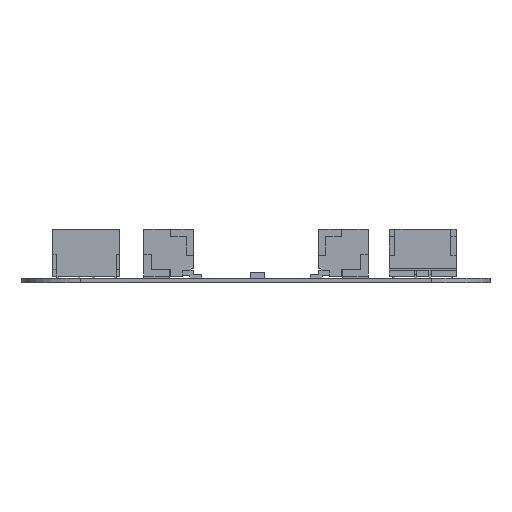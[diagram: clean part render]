
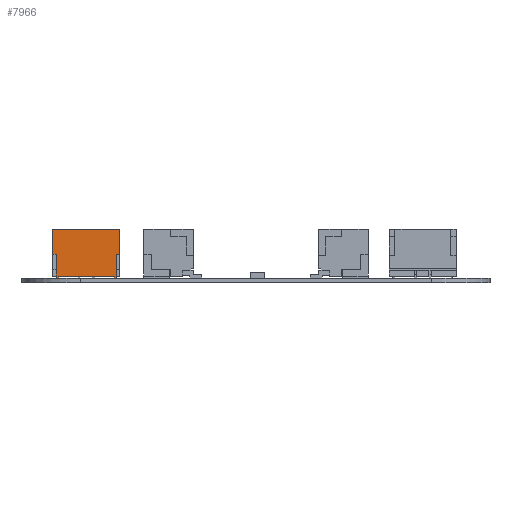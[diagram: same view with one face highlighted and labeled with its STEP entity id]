
A CAD part, left-side view. The second image highlights one B-rep face of the part: STEP entity #7966.
In plain terms, the highlighted face is planar.
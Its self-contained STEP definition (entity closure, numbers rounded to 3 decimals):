
#7385 = VERTEX_POINT('',#7386);
#7386 = CARTESIAN_POINT('',(-5.75,3.875,-0.525));
#7392 = EDGE_CURVE('',#7385,#7393,#7395,.T.);
#7393 = VERTEX_POINT('',#7394);
#7394 = CARTESIAN_POINT('',(-5.75,1.725,-0.525));
#7395 = LINE('',#7396,#7397);
#7396 = CARTESIAN_POINT('',(-5.75,3.875,-0.525));
#7397 = VECTOR('',#7398,1.);
#7398 = DIRECTION('',(0.,-1.,0.));
#7518 = VERTEX_POINT('',#7519);
#7519 = CARTESIAN_POINT('',(0.,1.725,-0.525));
#7525 = EDGE_CURVE('',#7526,#7518,#7528,.T.);
#7526 = VERTEX_POINT('',#7527);
#7527 = CARTESIAN_POINT('',(0.,3.875,-0.525));
#7528 = LINE('',#7529,#7530);
#7529 = CARTESIAN_POINT('',(0.,3.875,-0.525));
#7530 = VECTOR('',#7531,1.);
#7531 = DIRECTION('',(0.,-1.,0.));
#7730 = VERTEX_POINT('',#7731);
#7731 = CARTESIAN_POINT('',(-5.25,-0.175,-0.525));
#7737 = EDGE_CURVE('',#7738,#7730,#7740,.T.);
#7738 = VERTEX_POINT('',#7739);
#7739 = CARTESIAN_POINT('',(-0.5,-0.175,-0.525));
#7740 = LINE('',#7741,#7742);
#7741 = CARTESIAN_POINT('',(0.,-0.175,-0.525));
#7742 = VECTOR('',#7743,1.);
#7743 = DIRECTION('',(-1.,0.,0.));
#7966 = ADVANCED_FACE('',(#7967),#8038,.F.);
#7967 = FACE_BOUND('',#7968,.T.);
#7968 = EDGE_LOOP('',(#7969,#7977,#7985,#7993,#7999,#8000,#8008,#8016,
    #8024,#8030,#8031,#8037));
#7969 = ORIENTED_EDGE('',*,*,#7970,.F.);
#7970 = EDGE_CURVE('',#7971,#7518,#7973,.T.);
#7971 = VERTEX_POINT('',#7972);
#7972 = CARTESIAN_POINT('',(-0.3,1.725,-0.525));
#7973 = LINE('',#7974,#7975);
#7974 = CARTESIAN_POINT('',(-0.5,1.725,-0.525));
#7975 = VECTOR('',#7976,1.);
#7976 = DIRECTION('',(1.,0.,0.));
#7977 = ORIENTED_EDGE('',*,*,#7978,.T.);
#7978 = EDGE_CURVE('',#7971,#7979,#7981,.T.);
#7979 = VERTEX_POINT('',#7980);
#7980 = CARTESIAN_POINT('',(-0.3,-0.325,-0.525));
#7981 = LINE('',#7982,#7983);
#7982 = CARTESIAN_POINT('',(-0.3,-0.325,-0.525));
#7983 = VECTOR('',#7984,1.);
#7984 = DIRECTION('',(0.,-1.,0.));
#7985 = ORIENTED_EDGE('',*,*,#7986,.T.);
#7986 = EDGE_CURVE('',#7979,#7987,#7989,.T.);
#7987 = VERTEX_POINT('',#7988);
#7988 = CARTESIAN_POINT('',(-0.5,-0.325,-0.525));
#7989 = LINE('',#7990,#7991);
#7990 = CARTESIAN_POINT('',(-0.3,-0.325,-0.525));
#7991 = VECTOR('',#7992,1.);
#7992 = DIRECTION('',(-1.,0.,0.));
#7993 = ORIENTED_EDGE('',*,*,#7994,.F.);
#7994 = EDGE_CURVE('',#7738,#7987,#7995,.T.);
#7995 = LINE('',#7996,#7997);
#7996 = CARTESIAN_POINT('',(-0.5,-0.325,-0.525));
#7997 = VECTOR('',#7998,1.);
#7998 = DIRECTION('',(0.,-1.,0.));
#7999 = ORIENTED_EDGE('',*,*,#7737,.T.);
#8000 = ORIENTED_EDGE('',*,*,#8001,.T.);
#8001 = EDGE_CURVE('',#7730,#8002,#8004,.T.);
#8002 = VERTEX_POINT('',#8003);
#8003 = CARTESIAN_POINT('',(-5.25,-0.325,-0.525));
#8004 = LINE('',#8005,#8006);
#8005 = CARTESIAN_POINT('',(-5.25,-0.325,-0.525));
#8006 = VECTOR('',#8007,1.);
#8007 = DIRECTION('',(0.,-1.,0.));
#8008 = ORIENTED_EDGE('',*,*,#8009,.F.);
#8009 = EDGE_CURVE('',#8010,#8002,#8012,.T.);
#8010 = VERTEX_POINT('',#8011);
#8011 = CARTESIAN_POINT('',(-5.45,-0.325,-0.525));
#8012 = LINE('',#8013,#8014);
#8013 = CARTESIAN_POINT('',(-5.45,-0.325,-0.525));
#8014 = VECTOR('',#8015,1.);
#8015 = DIRECTION('',(1.,0.,0.));
#8016 = ORIENTED_EDGE('',*,*,#8017,.F.);
#8017 = EDGE_CURVE('',#8018,#8010,#8020,.T.);
#8018 = VERTEX_POINT('',#8019);
#8019 = CARTESIAN_POINT('',(-5.45,1.725,-0.525));
#8020 = LINE('',#8021,#8022);
#8021 = CARTESIAN_POINT('',(-5.45,-0.325,-0.525));
#8022 = VECTOR('',#8023,1.);
#8023 = DIRECTION('',(0.,-1.,0.));
#8024 = ORIENTED_EDGE('',*,*,#8025,.T.);
#8025 = EDGE_CURVE('',#8018,#7393,#8026,.T.);
#8026 = LINE('',#8027,#8028);
#8027 = CARTESIAN_POINT('',(-5.25,1.725,-0.525));
#8028 = VECTOR('',#8029,1.);
#8029 = DIRECTION('',(-1.,0.,0.));
#8030 = ORIENTED_EDGE('',*,*,#7392,.F.);
#8031 = ORIENTED_EDGE('',*,*,#8032,.F.);
#8032 = EDGE_CURVE('',#7526,#7385,#8033,.T.);
#8033 = LINE('',#8034,#8035);
#8034 = CARTESIAN_POINT('',(0.,3.875,-0.525));
#8035 = VECTOR('',#8036,1.);
#8036 = DIRECTION('',(-1.,0.,0.));
#8037 = ORIENTED_EDGE('',*,*,#7525,.T.);
#8038 = PLANE('',#8039);
#8039 = AXIS2_PLACEMENT_3D('',#8040,#8041,#8042);
#8040 = CARTESIAN_POINT('',(0.,3.875,-0.525));
#8041 = DIRECTION('',(0.,0.,1.));
#8042 = DIRECTION('',(1.,0.,0.));
